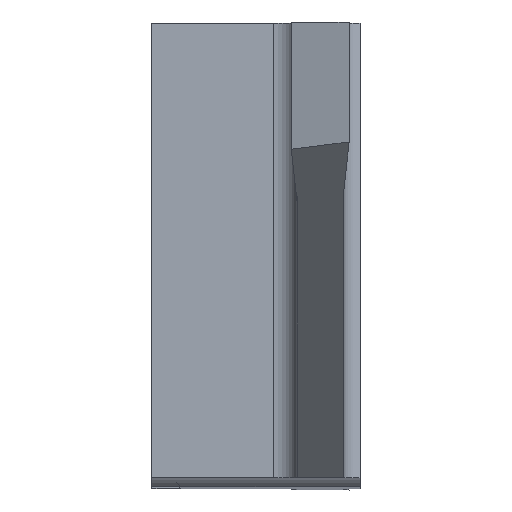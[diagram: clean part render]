
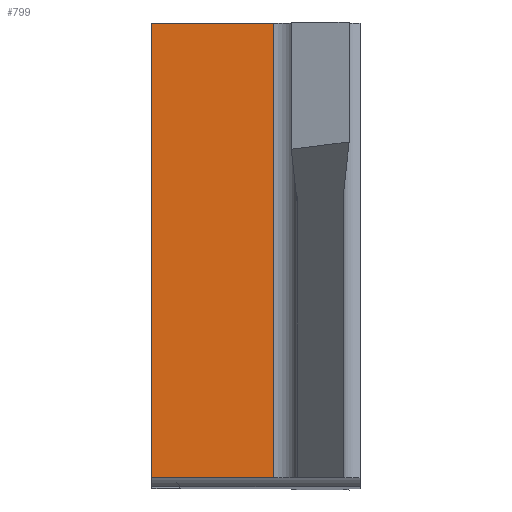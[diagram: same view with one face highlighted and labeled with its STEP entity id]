
A CAD part, top view. The second image highlights one B-rep face of the part: STEP entity #799.
In plain terms, the highlighted planar face has unit normal (0, 0, 1).
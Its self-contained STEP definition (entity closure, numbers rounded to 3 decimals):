
#17 = VERTEX_POINT ( 'NONE', #462 ) ;
#77 = DIRECTION ( 'NONE',  ( 0., 1., 0. ) ) ;
#110 = EDGE_CURVE ( 'NONE', #17, #1016, #1054, .T. ) ;
#209 = DIRECTION ( 'NONE',  ( 0., 1., 0. ) ) ;
#230 = ORIENTED_EDGE ( 'NONE', *, *, #238, .F. ) ;
#238 = EDGE_CURVE ( 'NONE', #1016, #331, #594, .T. ) ;
#275 = CARTESIAN_POINT ( 'NONE',  ( 2.11, 4., 12.115 ) ) ;
#291 = EDGE_LOOP ( 'NONE', ( #843, #578, #230, #484 ) ) ;
#299 = VECTOR ( 'NONE', #1149, 1000. ) ;
#331 = VERTEX_POINT ( 'NONE', #275 ) ;
#373 = EDGE_CURVE ( 'NONE', #447, #331, #545, .T. ) ;
#447 = VERTEX_POINT ( 'NONE', #483 ) ;
#462 = CARTESIAN_POINT ( 'NONE',  ( 0., -3.85, 12.115 ) ) ;
#463 = PLANE ( 'NONE',  #1087 ) ;
#481 = VECTOR ( 'NONE', #782, 1000. ) ;
#483 = CARTESIAN_POINT ( 'NONE',  ( 2.11, -3.85, 12.115 ) ) ;
#484 = ORIENTED_EDGE ( 'NONE', *, *, #110, .F. ) ;
#537 = LINE ( 'NONE', #1177, #299 ) ;
#545 = LINE ( 'NONE', #916, #1204 ) ;
#560 = CARTESIAN_POINT ( 'NONE',  ( 0., -4., 12.115 ) ) ;
#578 = ORIENTED_EDGE ( 'NONE', *, *, #373, .T. ) ;
#594 = LINE ( 'NONE', #1182, #481 ) ;
#682 = CARTESIAN_POINT ( 'NONE',  ( 0., -4., 12.115 ) ) ;
#782 = DIRECTION ( 'NONE',  ( 1., 0., 0. ) ) ;
#799 = ADVANCED_FACE ( 'NONE', ( #1139 ), #463, .F. ) ;
#843 = ORIENTED_EDGE ( 'NONE', *, *, #1178, .F. ) ;
#916 = CARTESIAN_POINT ( 'NONE',  ( 2.11, 4., 12.115 ) ) ;
#921 = VECTOR ( 'NONE', #209, 1000. ) ;
#1016 = VERTEX_POINT ( 'NONE', #1170 ) ;
#1028 = DIRECTION ( 'NONE',  ( 0., 0., -1. ) ) ;
#1049 = DIRECTION ( 'NONE',  ( 0., 1., 0. ) ) ;
#1054 = LINE ( 'NONE', #682, #921 ) ;
#1087 = AXIS2_PLACEMENT_3D ( 'NONE', #560, #1028, #1049 ) ;
#1139 = FACE_OUTER_BOUND ( 'NONE', #291, .T. ) ;
#1149 = DIRECTION ( 'NONE',  ( -1., 0., 0. ) ) ;
#1170 = CARTESIAN_POINT ( 'NONE',  ( 0., 4., 12.115 ) ) ;
#1177 = CARTESIAN_POINT ( 'NONE',  ( 3.6, -3.85, 12.115 ) ) ;
#1178 = EDGE_CURVE ( 'NONE', #447, #17, #537, .T. ) ;
#1182 = CARTESIAN_POINT ( 'NONE',  ( 3.6, 4., 12.115 ) ) ;
#1204 = VECTOR ( 'NONE', #77, 1000. ) ;
